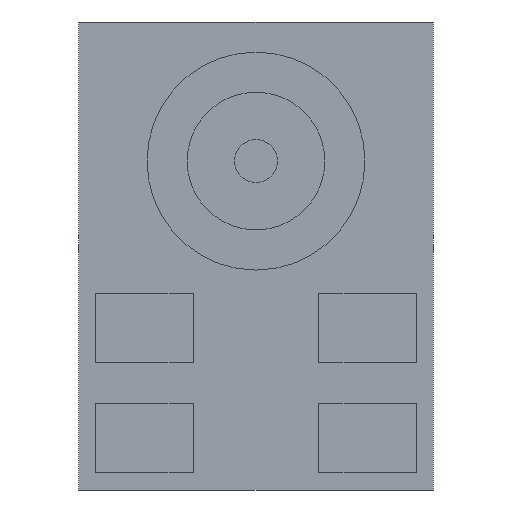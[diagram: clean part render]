
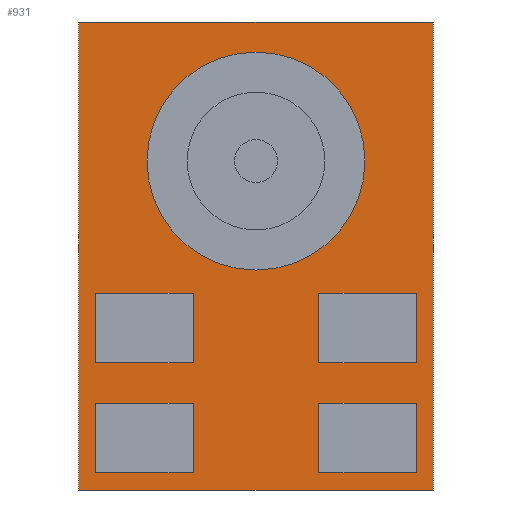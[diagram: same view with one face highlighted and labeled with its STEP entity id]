
A CAD part, front view. The second image highlights one B-rep face of the part: STEP entity #931.
In plain terms, the highlighted planar face has unit normal (0, -1, 0).
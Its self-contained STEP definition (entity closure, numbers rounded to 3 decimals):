
#19=FACE_BOUND('',#161,.T.);
#20=FACE_BOUND('',#162,.T.);
#21=FACE_BOUND('',#163,.T.);
#22=FACE_BOUND('',#164,.T.);
#23=FACE_BOUND('',#165,.T.);
#30=CIRCLE('',#988,0.815);
#105=FACE_OUTER_BOUND('',#160,.T.);
#160=EDGE_LOOP('',(#732,#733,#734,#735));
#161=EDGE_LOOP('',(#736));
#162=EDGE_LOOP('',(#737,#738,#739,#740));
#163=EDGE_LOOP('',(#741,#742,#743,#744));
#164=EDGE_LOOP('',(#745,#746,#747,#748));
#165=EDGE_LOOP('',(#749,#750,#751,#752));
#177=LINE('',#1292,#272);
#181=LINE('',#1300,#276);
#184=LINE('',#1306,#279);
#187=LINE('',#1311,#282);
#189=LINE('',#1317,#284);
#193=LINE('',#1325,#288);
#196=LINE('',#1331,#291);
#199=LINE('',#1336,#294);
#201=LINE('',#1342,#296);
#205=LINE('',#1350,#300);
#208=LINE('',#1356,#303);
#211=LINE('',#1361,#306);
#213=LINE('',#1367,#308);
#217=LINE('',#1375,#312);
#220=LINE('',#1381,#315);
#223=LINE('',#1386,#318);
#259=LINE('',#1503,#354);
#260=LINE('',#1505,#355);
#261=LINE('',#1507,#356);
#262=LINE('',#1508,#357);
#272=VECTOR('',#1043,10.);
#276=VECTOR('',#1049,10.);
#279=VECTOR('',#1054,10.);
#282=VECTOR('',#1059,10.);
#284=VECTOR('',#1065,10.);
#288=VECTOR('',#1071,10.);
#291=VECTOR('',#1076,10.);
#294=VECTOR('',#1081,10.);
#296=VECTOR('',#1087,10.);
#300=VECTOR('',#1093,10.);
#303=VECTOR('',#1098,10.);
#306=VECTOR('',#1103,10.);
#308=VECTOR('',#1109,10.);
#312=VECTOR('',#1115,10.);
#315=VECTOR('',#1120,10.);
#318=VECTOR('',#1125,10.);
#354=VECTOR('',#1255,10.);
#355=VECTOR('',#1256,10.);
#356=VECTOR('',#1257,10.);
#357=VECTOR('',#1258,10.);
#367=VERTEX_POINT('',#1290);
#368=VERTEX_POINT('',#1291);
#371=VERTEX_POINT('',#1299);
#373=VERTEX_POINT('',#1305);
#375=VERTEX_POINT('',#1315);
#376=VERTEX_POINT('',#1316);
#379=VERTEX_POINT('',#1324);
#381=VERTEX_POINT('',#1330);
#383=VERTEX_POINT('',#1340);
#384=VERTEX_POINT('',#1341);
#387=VERTEX_POINT('',#1349);
#389=VERTEX_POINT('',#1355);
#391=VERTEX_POINT('',#1365);
#392=VERTEX_POINT('',#1366);
#395=VERTEX_POINT('',#1374);
#397=VERTEX_POINT('',#1380);
#402=VERTEX_POINT('',#1398);
#431=VERTEX_POINT('',#1501);
#432=VERTEX_POINT('',#1502);
#433=VERTEX_POINT('',#1504);
#434=VERTEX_POINT('',#1506);
#441=EDGE_CURVE('',#367,#368,#177,.T.);
#445=EDGE_CURVE('',#368,#371,#181,.T.);
#448=EDGE_CURVE('',#371,#373,#184,.T.);
#451=EDGE_CURVE('',#373,#367,#187,.T.);
#453=EDGE_CURVE('',#375,#376,#189,.T.);
#457=EDGE_CURVE('',#376,#379,#193,.T.);
#460=EDGE_CURVE('',#379,#381,#196,.T.);
#463=EDGE_CURVE('',#381,#375,#199,.T.);
#465=EDGE_CURVE('',#383,#384,#201,.T.);
#469=EDGE_CURVE('',#384,#387,#205,.T.);
#472=EDGE_CURVE('',#387,#389,#208,.T.);
#475=EDGE_CURVE('',#389,#383,#211,.T.);
#477=EDGE_CURVE('',#391,#392,#213,.T.);
#481=EDGE_CURVE('',#392,#395,#217,.T.);
#484=EDGE_CURVE('',#395,#397,#220,.T.);
#487=EDGE_CURVE('',#397,#391,#223,.T.);
#494=EDGE_CURVE('',#402,#402,#30,.T.);
#543=EDGE_CURVE('',#431,#432,#259,.T.);
#544=EDGE_CURVE('',#433,#431,#260,.T.);
#545=EDGE_CURVE('',#434,#433,#261,.T.);
#546=EDGE_CURVE('',#432,#434,#262,.T.);
#732=ORIENTED_EDGE('',*,*,#543,.F.);
#733=ORIENTED_EDGE('',*,*,#544,.F.);
#734=ORIENTED_EDGE('',*,*,#545,.F.);
#735=ORIENTED_EDGE('',*,*,#546,.F.);
#736=ORIENTED_EDGE('',*,*,#494,.T.);
#737=ORIENTED_EDGE('',*,*,#477,.T.);
#738=ORIENTED_EDGE('',*,*,#481,.T.);
#739=ORIENTED_EDGE('',*,*,#484,.T.);
#740=ORIENTED_EDGE('',*,*,#487,.T.);
#741=ORIENTED_EDGE('',*,*,#465,.T.);
#742=ORIENTED_EDGE('',*,*,#469,.T.);
#743=ORIENTED_EDGE('',*,*,#472,.T.);
#744=ORIENTED_EDGE('',*,*,#475,.T.);
#745=ORIENTED_EDGE('',*,*,#453,.T.);
#746=ORIENTED_EDGE('',*,*,#457,.T.);
#747=ORIENTED_EDGE('',*,*,#460,.T.);
#748=ORIENTED_EDGE('',*,*,#463,.T.);
#749=ORIENTED_EDGE('',*,*,#441,.T.);
#750=ORIENTED_EDGE('',*,*,#445,.T.);
#751=ORIENTED_EDGE('',*,*,#448,.T.);
#752=ORIENTED_EDGE('',*,*,#451,.T.);
#823=PLANE('',#1028);
#931=ADVANCED_FACE('',(#105,#19,#20,#21,#22,#23),#823,.F.);
#988=AXIS2_PLACEMENT_3D('',#1400,#1141,#1142);
#1028=AXIS2_PLACEMENT_3D('',#1500,#1253,#1254);
#1043=DIRECTION('',(0.,0.,1.));
#1049=DIRECTION('',(1.,0.,0.));
#1054=DIRECTION('',(0.,0.,-1.));
#1059=DIRECTION('',(-1.,0.,0.));
#1065=DIRECTION('',(0.,0.,-1.));
#1071=DIRECTION('',(-1.,0.,0.));
#1076=DIRECTION('',(0.,0.,1.));
#1081=DIRECTION('',(1.,0.,0.));
#1087=DIRECTION('',(1.,0.,0.));
#1093=DIRECTION('',(0.,0.,-1.));
#1098=DIRECTION('',(-1.,0.,0.));
#1103=DIRECTION('',(0.,0.,1.));
#1109=DIRECTION('',(-1.,0.,0.));
#1115=DIRECTION('',(0.,0.,1.));
#1120=DIRECTION('',(1.,0.,0.));
#1125=DIRECTION('',(0.,0.,-1.));
#1141=DIRECTION('center_axis',(0.,1.,0.));
#1142=DIRECTION('ref_axis',(1.,0.,0.));
#1253=DIRECTION('center_axis',(0.,1.,0.));
#1254=DIRECTION('ref_axis',(0.,0.,1.));
#1255=DIRECTION('',(1.,0.,0.));
#1256=DIRECTION('',(0.,0.,1.));
#1257=DIRECTION('',(-1.,0.,0.));
#1258=DIRECTION('',(0.,0.,-1.));
#1290=CARTESIAN_POINT('',(0.47,-0.392,-0.795));
#1291=CARTESIAN_POINT('',(0.47,-0.392,-0.275));
#1292=CARTESIAN_POINT('',(0.47,-0.392,-0.135));
#1299=CARTESIAN_POINT('',(1.2,-0.392,-0.275));
#1300=CARTESIAN_POINT('',(0.6,-0.392,-0.275));
#1305=CARTESIAN_POINT('',(1.2,-0.392,-0.795));
#1306=CARTESIAN_POINT('',(1.2,-0.392,-0.395));
#1311=CARTESIAN_POINT('',(0.235,-0.392,-0.795));
#1315=CARTESIAN_POINT('',(-0.47,-0.392,-0.275));
#1316=CARTESIAN_POINT('',(-0.47,-0.392,-0.795));
#1317=CARTESIAN_POINT('',(-0.47,-0.392,-0.395));
#1324=CARTESIAN_POINT('',(-1.2,-0.392,-0.795));
#1325=CARTESIAN_POINT('',(-0.6,-0.392,-0.795));
#1330=CARTESIAN_POINT('',(-1.2,-0.392,-0.275));
#1331=CARTESIAN_POINT('',(-1.2,-0.392,-0.135));
#1336=CARTESIAN_POINT('',(-0.235,-0.392,-0.275));
#1340=CARTESIAN_POINT('',(0.47,-0.392,-1.095));
#1341=CARTESIAN_POINT('',(1.2,-0.392,-1.095));
#1342=CARTESIAN_POINT('',(0.6,-0.392,-1.095));
#1349=CARTESIAN_POINT('',(1.2,-0.392,-1.615));
#1350=CARTESIAN_POINT('',(1.2,-0.392,-0.805));
#1355=CARTESIAN_POINT('',(0.47,-0.392,-1.615));
#1356=CARTESIAN_POINT('',(0.235,-0.392,-1.615));
#1361=CARTESIAN_POINT('',(0.47,-0.392,-0.545));
#1365=CARTESIAN_POINT('',(-0.47,-0.392,-1.615));
#1366=CARTESIAN_POINT('',(-1.2,-0.392,-1.615));
#1367=CARTESIAN_POINT('',(-0.6,-0.392,-1.615));
#1374=CARTESIAN_POINT('',(-1.2,-0.392,-1.095));
#1375=CARTESIAN_POINT('',(-1.2,-0.392,-0.545));
#1380=CARTESIAN_POINT('',(-0.47,-0.392,-1.095));
#1381=CARTESIAN_POINT('',(-0.235,-0.392,-1.095));
#1386=CARTESIAN_POINT('',(-0.47,-0.392,-0.805));
#1398=CARTESIAN_POINT('',(-0.815,-0.392,0.715));
#1400=CARTESIAN_POINT('Origin',(0.,-0.392,0.715));
#1500=CARTESIAN_POINT('Origin',(0.,-0.392,0.005));
#1501=CARTESIAN_POINT('',(-1.325,-0.392,1.755));
#1502=CARTESIAN_POINT('',(1.325,-0.392,1.755));
#1503=CARTESIAN_POINT('',(-1.325,-0.392,1.755));
#1504=CARTESIAN_POINT('',(-1.325,-0.392,-1.745));
#1505=CARTESIAN_POINT('',(-1.325,-0.392,-1.745));
#1506=CARTESIAN_POINT('',(1.325,-0.392,-1.745));
#1507=CARTESIAN_POINT('',(1.325,-0.392,-1.745));
#1508=CARTESIAN_POINT('',(1.325,-0.392,1.755));
